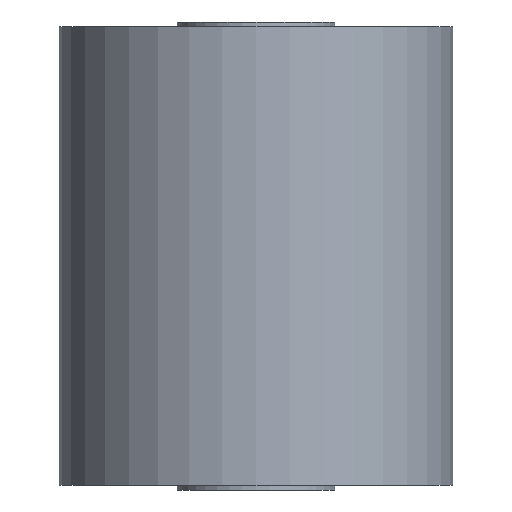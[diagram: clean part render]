
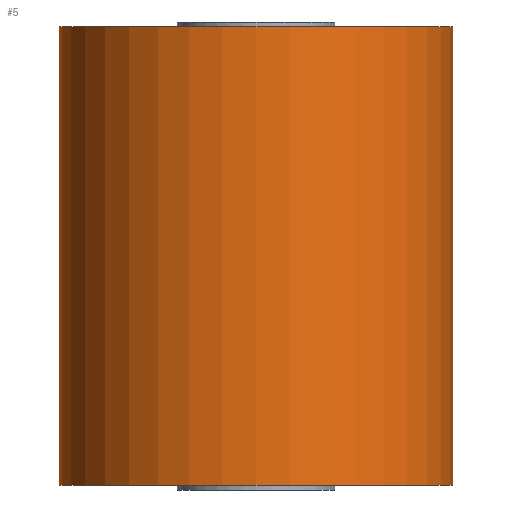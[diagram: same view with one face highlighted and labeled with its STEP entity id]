
A CAD part, front view. The second image highlights one B-rep face of the part: STEP entity #5.
In plain terms, the highlighted cylindrical face has radius 21.25 mm (diameter 42.5 mm), a partial arc.
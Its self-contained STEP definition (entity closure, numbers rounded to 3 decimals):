
#5 = ADVANCED_FACE ( 'NONE', ( #578 ), #1236, .T. ) ;
#65 = AXIS2_PLACEMENT_3D ( 'NONE', #1719, #224, #92 ) ;
#92 = DIRECTION ( 'NONE',  ( 1., 0., 0. ) ) ;
#151 = ORIENTED_EDGE ( 'NONE', *, *, #1198, .T. ) ;
#206 = EDGE_LOOP ( 'NONE', ( #692, #1796, #151, #301 ) ) ;
#224 = DIRECTION ( 'NONE',  ( 0., 0., 1. ) ) ;
#241 = CIRCLE ( 'NONE', #1659, 21.25 ) ;
#277 = AXIS2_PLACEMENT_3D ( 'NONE', #1851, #2027, #2078 ) ;
#301 = ORIENTED_EDGE ( 'NONE', *, *, #545, .F. ) ;
#337 = DIRECTION ( 'NONE',  ( 0., 0., 1. ) ) ;
#381 = LINE ( 'NONE', #1185, #1480 ) ;
#396 = VERTEX_POINT ( 'NONE', #1196 ) ;
#545 = EDGE_CURVE ( 'NONE', #396, #1536, #241, .T. ) ;
#578 = FACE_OUTER_BOUND ( 'NONE', #206, .T. ) ;
#596 = VERTEX_POINT ( 'NONE', #1155 ) ;
#644 = EDGE_CURVE ( 'NONE', #1721, #596, #1866, .T. ) ;
#692 = ORIENTED_EDGE ( 'NONE', *, *, #2031, .F. ) ;
#787 = DIRECTION ( 'NONE',  ( 0., 0., 1. ) ) ;
#908 = VECTOR ( 'NONE', #787, 1000. ) ;
#994 = DIRECTION ( 'NONE',  ( 0., 0., 1. ) ) ;
#1081 = CARTESIAN_POINT ( 'NONE',  ( 21.25, 0., 24.75 ) ) ;
#1104 = LINE ( 'NONE', #1600, #908 ) ;
#1155 = CARTESIAN_POINT ( 'NONE',  ( 21.25, 0., -24.75 ) ) ;
#1185 = CARTESIAN_POINT ( 'NONE',  ( -21.25, 0., 74.207 ) ) ;
#1196 = CARTESIAN_POINT ( 'NONE',  ( -21.25, 0., 24.75 ) ) ;
#1198 = EDGE_CURVE ( 'NONE', #596, #1536, #1104, .T. ) ;
#1236 = CYLINDRICAL_SURFACE ( 'NONE', #65, 21.25 ) ;
#1333 = CARTESIAN_POINT ( 'NONE',  ( 0., 0., 24.75 ) ) ;
#1480 = VECTOR ( 'NONE', #337, 1000. ) ;
#1536 = VERTEX_POINT ( 'NONE', #1081 ) ;
#1600 = CARTESIAN_POINT ( 'NONE',  ( 21.25, 0., 74.207 ) ) ;
#1659 = AXIS2_PLACEMENT_3D ( 'NONE', #1333, #994, #2123 ) ;
#1719 = CARTESIAN_POINT ( 'NONE',  ( 0., 0., 74.207 ) ) ;
#1721 = VERTEX_POINT ( 'NONE', #1908 ) ;
#1796 = ORIENTED_EDGE ( 'NONE', *, *, #644, .T. ) ;
#1851 = CARTESIAN_POINT ( 'NONE',  ( 0., 0., -24.75 ) ) ;
#1866 = CIRCLE ( 'NONE', #277, 21.25 ) ;
#1908 = CARTESIAN_POINT ( 'NONE',  ( -21.25, 0., -24.75 ) ) ;
#2027 = DIRECTION ( 'NONE',  ( 0., 0., 1. ) ) ;
#2031 = EDGE_CURVE ( 'NONE', #1721, #396, #381, .T. ) ;
#2078 = DIRECTION ( 'NONE',  ( 1., 0., 0. ) ) ;
#2123 = DIRECTION ( 'NONE',  ( 1., 0., 0. ) ) ;
